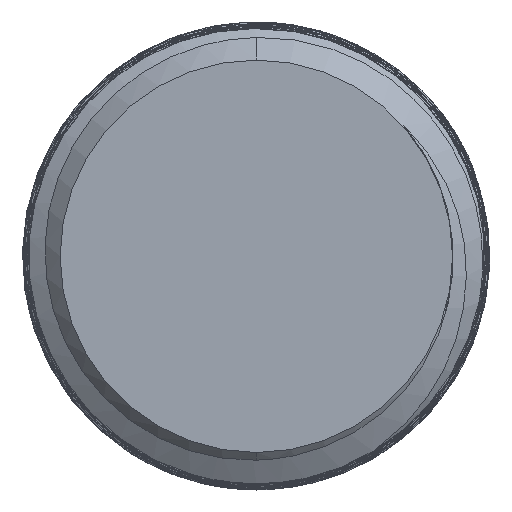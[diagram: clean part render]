
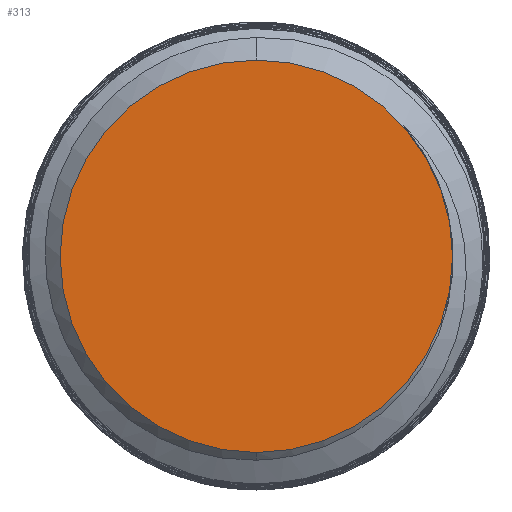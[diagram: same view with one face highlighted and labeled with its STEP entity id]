
A CAD part, left-side view. The second image highlights one B-rep face of the part: STEP entity #313.
In plain terms, the highlighted planar face has unit normal (-1, 0, 0).
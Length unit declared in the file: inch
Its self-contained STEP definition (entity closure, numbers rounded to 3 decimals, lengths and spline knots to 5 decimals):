
#157 = VERTEX_POINT ( 'NONE', #2235 ) ;
#162 = EDGE_CURVE ( 'NONE', #157, #163, #2208, .T. ) ;
#163 = VERTEX_POINT ( 'NONE', #2169 ) ;
#313 = ADVANCED_FACE ( 'NONE', ( #10416 ), #10415, .F. ) ;
#314 = EDGE_LOOP ( 'NONE', ( #512, #513 ) ) ;
#512 = ORIENTED_EDGE ( 'NONE', *, *, #162, .F. ) ;
#513 = ORIENTED_EDGE ( 'NONE', *, *, #590, .F. ) ;
#590 = EDGE_CURVE ( 'NONE', #163, #157, #8946, .T. ) ;
#2169 = CARTESIAN_POINT ( 'NONE',  ( -0.2125, 0., 0.23392 ) ) ;
#2171 = DIRECTION ( 'NONE',  ( 0., 0., -1. ) ) ;
#2173 = DIRECTION ( 'NONE',  ( 1., 0., 0. ) ) ;
#2174 = CARTESIAN_POINT ( 'NONE',  ( -0.2125, 0., 0. ) ) ;
#2176 = AXIS2_PLACEMENT_3D ( 'NONE', #2174, #2173, #2171 ) ;
#2208 = CIRCLE ( 'NONE', #2176, 0.23392 ) ;
#2235 = CARTESIAN_POINT ( 'NONE',  ( -0.2125, 0., -0.23392 ) ) ;
#8903 = AXIS2_PLACEMENT_3D ( 'NONE', #8906, #8905, #8904 ) ;
#8904 = DIRECTION ( 'NONE',  ( 0., 0., -1. ) ) ;
#8905 = DIRECTION ( 'NONE',  ( 1., 0., 0. ) ) ;
#8906 = CARTESIAN_POINT ( 'NONE',  ( -0.2125, 0., 0. ) ) ;
#8946 = CIRCLE ( 'NONE', #8903, 0.23392 ) ;
#10398 = DIRECTION ( 'NONE',  ( 0., 0., -1. ) ) ;
#10399 = DIRECTION ( 'NONE',  ( 1., 0., 0. ) ) ;
#10412 = CARTESIAN_POINT ( 'NONE',  ( -0.2125, 0., 0. ) ) ;
#10413 = AXIS2_PLACEMENT_3D ( 'NONE', #10412, #10399, #10398 ) ;
#10415 = PLANE ( 'NONE',  #10413 ) ;
#10416 = FACE_OUTER_BOUND ( 'NONE', #314, .T. ) ;
